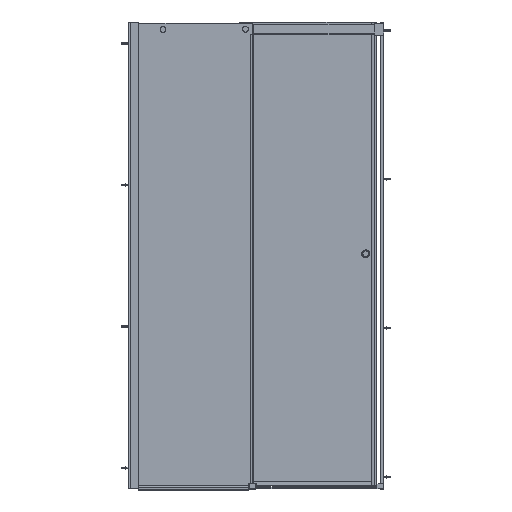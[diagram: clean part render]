
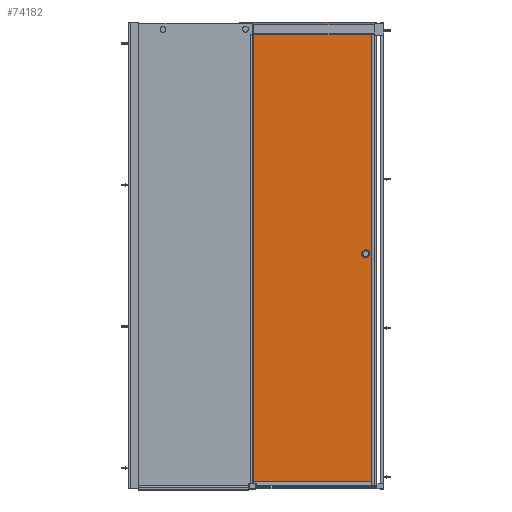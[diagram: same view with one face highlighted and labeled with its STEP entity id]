
A CAD part, top view. The second image highlights one B-rep face of the part: STEP entity #74182.
In plain terms, the highlighted face is planar.
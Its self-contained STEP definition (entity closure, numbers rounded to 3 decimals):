
#2464 = CARTESIAN_POINT ( 'NONE',  ( 0., 984., 0. ) ) ;
#2685 = DIRECTION ( 'NONE',  ( 0., 0., -1. ) ) ;
#2843 = DIRECTION ( 'NONE',  ( 0., 0., 1. ) ) ;
#3676 = VERTEX_POINT ( 'NONE', #19334 ) ;
#3968 = CARTESIAN_POINT ( 'NONE',  ( 1., 984., 0. ) ) ;
#5256 = AXIS2_PLACEMENT_3D ( 'NONE', #105557, #2685, #37609 ) ;
#6266 = CARTESIAN_POINT ( 'NONE',  ( 95., 949., 0. ) ) ;
#7108 = CIRCLE ( 'NONE', #68691, 2. ) ;
#7113 = CIRCLE ( 'NONE', #5256, 2. ) ;
#8698 = AXIS2_PLACEMENT_3D ( 'NONE', #28472, #88906, #46067 ) ;
#9716 = DIRECTION ( 'NONE',  ( 0., 0., 1. ) ) ;
#9979 = FACE_BOUND ( 'NONE', #65676, .T. ) ;
#10100 = EDGE_CURVE ( 'NONE', #71312, #15497, #45313, .T. ) ;
#11500 = EDGE_CURVE ( 'NONE', #78006, #65298, #96219, .T. ) ;
#11548 = CARTESIAN_POINT ( 'NONE',  ( 567., 983., 0. ) ) ;
#14631 = EDGE_CURVE ( 'NONE', #64009, #74877, #7113, .T. ) ;
#15188 = DIRECTION ( 'NONE',  ( 0., 0., 1. ) ) ;
#15497 = VERTEX_POINT ( 'NONE', #23605 ) ;
#16164 = CIRCLE ( 'NONE', #81683, 8. ) ;
#16417 = ORIENTED_EDGE ( 'NONE', *, *, #92205, .T. ) ;
#18293 = DIRECTION ( 'NONE',  ( 1., 0., 0. ) ) ;
#18379 = CARTESIAN_POINT ( 'NONE',  ( 475., 949., 0. ) ) ;
#18419 = AXIS2_PLACEMENT_3D ( 'NONE', #6266, #49443, #99784 ) ;
#18706 = DIRECTION ( 'NONE',  ( 1., 0., 0. ) ) ;
#19334 = CARTESIAN_POINT ( 'NONE',  ( 569., 981., 0. ) ) ;
#22342 = DIRECTION ( 'NONE',  ( 1., 0., 0. ) ) ;
#23605 = CARTESIAN_POINT ( 'NONE',  ( 30., 0., 0. ) ) ;
#23658 = LINE ( 'NONE', #3968, #36277 ) ;
#24550 = AXIS2_PLACEMENT_3D ( 'NONE', #109400, #15188, #22342 ) ;
#24746 = EDGE_CURVE ( 'NONE', #15497, #71312, #46669, .T. ) ;
#24901 = CARTESIAN_POINT ( 'NONE',  ( 569., -981., 0. ) ) ;
#25241 = EDGE_CURVE ( 'NONE', #36964, #109029, #38501, .T. ) ;
#26861 = VECTOR ( 'NONE', #53389, 1000. ) ;
#28328 = CIRCLE ( 'NONE', #18419, 8. ) ;
#28472 = CARTESIAN_POINT ( 'NONE',  ( 95., 949., 0. ) ) ;
#29887 = EDGE_CURVE ( 'NONE', #78677, #36964, #35404, .T. ) ;
#31981 = DIRECTION ( 'NONE',  ( -1., 0., 0. ) ) ;
#32015 = CARTESIAN_POINT ( 'NONE',  ( 103., 949., 0. ) ) ;
#33533 = EDGE_LOOP ( 'NONE', ( #82875, #68729 ) ) ;
#35078 = CARTESIAN_POINT ( 'NONE',  ( 483., 949., 0. ) ) ;
#35404 = LINE ( 'NONE', #66148, #38093 ) ;
#36258 = ORIENTED_EDGE ( 'NONE', *, *, #25241, .T. ) ;
#36277 = VECTOR ( 'NONE', #106094, 1000. ) ;
#36417 = CARTESIAN_POINT ( 'NONE',  ( 87., 949., 0. ) ) ;
#36964 = VERTEX_POINT ( 'NONE', #88178 ) ;
#37609 = DIRECTION ( 'NONE',  ( 1., 0., 0. ) ) ;
#38093 = VECTOR ( 'NONE', #31981, 1000. ) ;
#38501 = CIRCLE ( 'NONE', #73547, 2. ) ;
#39007 = LINE ( 'NONE', #98040, #82003 ) ;
#39578 = VERTEX_POINT ( 'NONE', #77353 ) ;
#43776 = DIRECTION ( 'NONE',  ( 0., 0., -1. ) ) ;
#45313 = CIRCLE ( 'NONE', #51787, 5. ) ;
#46067 = DIRECTION ( 'NONE',  ( 1., 0., 0. ) ) ;
#46669 = CIRCLE ( 'NONE', #68443, 5. ) ;
#46757 = ORIENTED_EDGE ( 'NONE', *, *, #92069, .T. ) ;
#47566 = FACE_OUTER_BOUND ( 'NONE', #100333, .T. ) ;
#47896 = CARTESIAN_POINT ( 'NONE',  ( 567., -981., 0. ) ) ;
#48424 = EDGE_CURVE ( 'NONE', #74877, #109455, #89993, .T. ) ;
#48556 = ORIENTED_EDGE ( 'NONE', *, *, #79878, .T. ) ;
#48595 = CARTESIAN_POINT ( 'NONE',  ( 1., -981., 0. ) ) ;
#49443 = DIRECTION ( 'NONE',  ( 0., 0., 1. ) ) ;
#49611 = CARTESIAN_POINT ( 'NONE',  ( 35., 0., 0. ) ) ;
#50514 = DIRECTION ( 'NONE',  ( 0., 0., -1. ) ) ;
#50743 = ORIENTED_EDGE ( 'NONE', *, *, #48424, .T. ) ;
#51328 = ORIENTED_EDGE ( 'NONE', *, *, #79297, .T. ) ;
#51755 = DIRECTION ( 'NONE',  ( 1., 0., 0. ) ) ;
#51787 = AXIS2_PLACEMENT_3D ( 'NONE', #74201, #90745, #81339 ) ;
#53376 = DIRECTION ( 'NONE',  ( 0., 0., -1. ) ) ;
#53389 = DIRECTION ( 'NONE',  ( 1., 0., 0. ) ) ;
#55029 = ORIENTED_EDGE ( 'NONE', *, *, #14631, .T. ) ;
#58138 = CARTESIAN_POINT ( 'NONE',  ( 567., -983., 0. ) ) ;
#58315 = FACE_BOUND ( 'NONE', #33533, .T. ) ;
#60088 = ORIENTED_EDGE ( 'NONE', *, *, #105901, .T. ) ;
#64009 = VERTEX_POINT ( 'NONE', #98990 ) ;
#65298 = VERTEX_POINT ( 'NONE', #36417 ) ;
#65676 = EDGE_LOOP ( 'NONE', ( #48556, #60088 ) ) ;
#66148 = CARTESIAN_POINT ( 'NONE',  ( 0., -983., 0. ) ) ;
#68443 = AXIS2_PLACEMENT_3D ( 'NONE', #49611, #74752, #84132 ) ;
#68691 = AXIS2_PLACEMENT_3D ( 'NONE', #47896, #50514, #101965 ) ;
#68729 = ORIENTED_EDGE ( 'NONE', *, *, #24746, .T. ) ;
#69324 = CARTESIAN_POINT ( 'NONE',  ( 3., 983., 0. ) ) ;
#70198 = VERTEX_POINT ( 'NONE', #24901 ) ;
#70276 = CARTESIAN_POINT ( 'NONE',  ( 567., 981., 0. ) ) ;
#71312 = VERTEX_POINT ( 'NONE', #91519 ) ;
#73547 = AXIS2_PLACEMENT_3D ( 'NONE', #110997, #43776, #18293 ) ;
#74073 = CIRCLE ( 'NONE', #24550, 8. ) ;
#74182 = ADVANCED_FACE ( 'NONE', ( #58315, #9979, #101337, #47566 ), #87745, .F. ) ;
#74201 = CARTESIAN_POINT ( 'NONE',  ( 35., 0., 0. ) ) ;
#74752 = DIRECTION ( 'NONE',  ( 0., 0., 1. ) ) ;
#74877 = VERTEX_POINT ( 'NONE', #69324 ) ;
#77353 = CARTESIAN_POINT ( 'NONE',  ( 467., 949., 0. ) ) ;
#78006 = VERTEX_POINT ( 'NONE', #32015 ) ;
#78677 = VERTEX_POINT ( 'NONE', #58138 ) ;
#79297 = EDGE_CURVE ( 'NONE', #65298, #78006, #28328, .T. ) ;
#79878 = EDGE_CURVE ( 'NONE', #93702, #39578, #16164, .T. ) ;
#81339 = DIRECTION ( 'NONE',  ( 1., 0., 0. ) ) ;
#81683 = AXIS2_PLACEMENT_3D ( 'NONE', #18379, #9716, #51755 ) ;
#82003 = VECTOR ( 'NONE', #87919, 1000. ) ;
#82875 = ORIENTED_EDGE ( 'NONE', *, *, #10100, .T. ) ;
#84132 = DIRECTION ( 'NONE',  ( 1., 0., 0. ) ) ;
#86070 = DIRECTION ( 'NONE',  ( 1., 0., 0. ) ) ;
#87582 = ORIENTED_EDGE ( 'NONE', *, *, #94832, .T. ) ;
#87745 = PLANE ( 'NONE',  #108017 ) ;
#87919 = DIRECTION ( 'NONE',  ( 0., -1., 0. ) ) ;
#88178 = CARTESIAN_POINT ( 'NONE',  ( 3., -983., 0. ) ) ;
#88906 = DIRECTION ( 'NONE',  ( 0., 0., 1. ) ) ;
#89993 = LINE ( 'NONE', #104806, #26861 ) ;
#90745 = DIRECTION ( 'NONE',  ( 0., 0., 1. ) ) ;
#91180 = ORIENTED_EDGE ( 'NONE', *, *, #94589, .T. ) ;
#91519 = CARTESIAN_POINT ( 'NONE',  ( 40., 0., 0. ) ) ;
#92069 = EDGE_CURVE ( 'NONE', #109029, #64009, #23658, .T. ) ;
#92205 = EDGE_CURVE ( 'NONE', #70198, #78677, #7108, .T. ) ;
#92788 = CIRCLE ( 'NONE', #95549, 2. ) ;
#93702 = VERTEX_POINT ( 'NONE', #35078 ) ;
#94589 = EDGE_CURVE ( 'NONE', #109455, #3676, #92788, .T. ) ;
#94832 = EDGE_CURVE ( 'NONE', #3676, #70198, #39007, .T. ) ;
#94837 = EDGE_LOOP ( 'NONE', ( #101352, #51328 ) ) ;
#95549 = AXIS2_PLACEMENT_3D ( 'NONE', #70276, #53376, #86070 ) ;
#96219 = CIRCLE ( 'NONE', #8698, 8. ) ;
#98040 = CARTESIAN_POINT ( 'NONE',  ( 569., 984., 0. ) ) ;
#98990 = CARTESIAN_POINT ( 'NONE',  ( 1., 981., 0. ) ) ;
#99784 = DIRECTION ( 'NONE',  ( 1., 0., 0. ) ) ;
#100333 = EDGE_LOOP ( 'NONE', ( #55029, #50743, #91180, #87582, #16417, #101611, #36258, #46757 ) ) ;
#101337 = FACE_BOUND ( 'NONE', #94837, .T. ) ;
#101352 = ORIENTED_EDGE ( 'NONE', *, *, #11500, .T. ) ;
#101611 = ORIENTED_EDGE ( 'NONE', *, *, #29887, .T. ) ;
#101965 = DIRECTION ( 'NONE',  ( 1., 0., 0. ) ) ;
#104806 = CARTESIAN_POINT ( 'NONE',  ( 567., 983., 0. ) ) ;
#105557 = CARTESIAN_POINT ( 'NONE',  ( 3., 981., 0. ) ) ;
#105901 = EDGE_CURVE ( 'NONE', #39578, #93702, #74073, .T. ) ;
#106094 = DIRECTION ( 'NONE',  ( 0., 1., 0. ) ) ;
#108017 = AXIS2_PLACEMENT_3D ( 'NONE', #2464, #2843, #18706 ) ;
#109029 = VERTEX_POINT ( 'NONE', #48595 ) ;
#109400 = CARTESIAN_POINT ( 'NONE',  ( 475., 949., 0. ) ) ;
#109455 = VERTEX_POINT ( 'NONE', #11548 ) ;
#110997 = CARTESIAN_POINT ( 'NONE',  ( 3., -981., 0. ) ) ;
